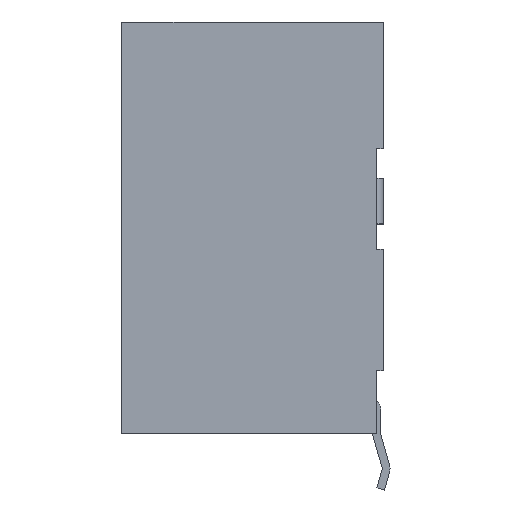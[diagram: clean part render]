
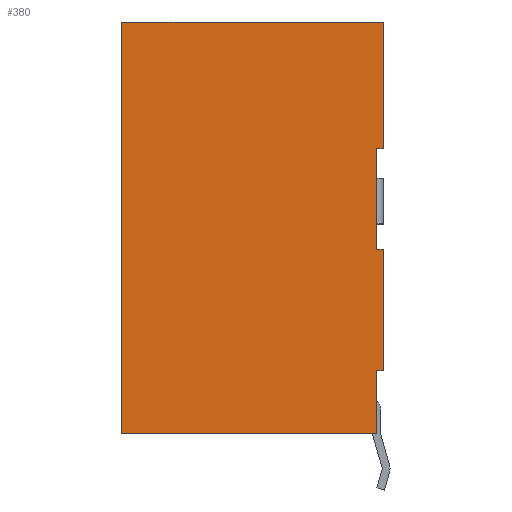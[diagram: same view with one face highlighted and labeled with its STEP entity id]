
A CAD part, left-side view. The second image highlights one B-rep face of the part: STEP entity #380.
In plain terms, the highlighted planar face has unit normal (-1, 0, 0).
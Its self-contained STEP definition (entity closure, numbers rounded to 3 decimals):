
#380 = ADVANCED_FACE ( 'NONE', ( #9559 ), #2124, .F. ) ;
#581 = VECTOR ( 'NONE', #4802, 1000. ) ;
#589 = LINE ( 'NONE', #4805, #581 ) ;
#656 = LINE ( 'NONE', #4875, #674 ) ;
#674 = VECTOR ( 'NONE', #4876, 1000. ) ;
#705 = VECTOR ( 'NONE', #4943, 1000. ) ;
#731 = LINE ( 'NONE', #4942, #705 ) ;
#1061 = VERTEX_POINT ( 'NONE', #2331 ) ;
#2124 = PLANE ( 'NONE',  #4586 ) ;
#2125 = DIRECTION ( 'NONE',  ( 0., 0., -1. ) ) ;
#2137 = CARTESIAN_POINT ( 'NONE',  ( -4.809, 6.404, -9.05 ) ) ;
#2139 = DIRECTION ( 'NONE',  ( 1., 0., 0. ) ) ;
#2331 = CARTESIAN_POINT ( 'NONE',  ( -4.809, 12.154, -18.1 ) ) ;
#2927 = CARTESIAN_POINT ( 'NONE',  ( -4.809, 0.654, 0. ) ) ;
#2995 = CARTESIAN_POINT ( 'NONE',  ( -4.809, 0.954, -18.1 ) ) ;
#3757 = EDGE_LOOP ( 'NONE', ( #10684, #10633, #6527, #10663, #10659, #6490, #10640, #6496, #10672, #10661 ) ) ;
#4586 = AXIS2_PLACEMENT_3D ( 'NONE', #2137, #2139, #2125 ) ;
#4802 = DIRECTION ( 'NONE',  ( 0., -1., 0. ) ) ;
#4805 = CARTESIAN_POINT ( 'NONE',  ( -4.809, 0.804, -5.58 ) ) ;
#4875 = CARTESIAN_POINT ( 'NONE',  ( -4.809, 0.804, -15.35 ) ) ;
#4876 = DIRECTION ( 'NONE',  ( 0., -1., 0. ) ) ;
#4942 = CARTESIAN_POINT ( 'NONE',  ( -4.809, 1.029, -10. ) ) ;
#4943 = DIRECTION ( 'NONE',  ( 0., -1., 0. ) ) ;
#5406 = CARTESIAN_POINT ( 'NONE',  ( -4.809, 0.654, -5.58 ) ) ;
#5409 = CARTESIAN_POINT ( 'NONE',  ( -4.809, 0.654, -10. ) ) ;
#5448 = CARTESIAN_POINT ( 'NONE',  ( -4.809, 0.954, -15.35 ) ) ;
#5452 = CARTESIAN_POINT ( 'NONE',  ( -4.809, 0.654, -15.35 ) ) ;
#5455 = CARTESIAN_POINT ( 'NONE',  ( -4.809, 0.954, -10. ) ) ;
#5484 = CARTESIAN_POINT ( 'NONE',  ( -4.809, 12.154, 0. ) ) ;
#5525 = CARTESIAN_POINT ( 'NONE',  ( -4.809, 0.954, -5.58 ) ) ;
#5562 = DIRECTION ( 'NONE',  ( 0., 0., -1. ) ) ;
#5572 = DIRECTION ( 'NONE',  ( 0., 0., -1. ) ) ;
#5576 = CARTESIAN_POINT ( 'NONE',  ( -4.809, 0.954, -9.05 ) ) ;
#5623 = CARTESIAN_POINT ( 'NONE',  ( -4.809, 0.654, -9.05 ) ) ;
#5644 = DIRECTION ( 'NONE',  ( 0., 0., -1. ) ) ;
#5656 = CARTESIAN_POINT ( 'NONE',  ( -4.809, 12.154, -9.05 ) ) ;
#5659 = DIRECTION ( 'NONE',  ( 0., 0., 1. ) ) ;
#5675 = DIRECTION ( 'NONE',  ( 0., 1., 0. ) ) ;
#5679 = CARTESIAN_POINT ( 'NONE',  ( -4.809, 0.954, -9.05 ) ) ;
#5681 = CARTESIAN_POINT ( 'NONE',  ( -4.809, 6.404, -18.1 ) ) ;
#5724 = CARTESIAN_POINT ( 'NONE',  ( -4.809, 0.654, -9.05 ) ) ;
#5741 = DIRECTION ( 'NONE',  ( 0., -1., 0. ) ) ;
#5772 = CARTESIAN_POINT ( 'NONE',  ( -4.809, 6.404, 0. ) ) ;
#5777 = DIRECTION ( 'NONE',  ( 0., 0., -1. ) ) ;
#6071 = LINE ( 'NONE', #5681, #6073 ) ;
#6072 = VECTOR ( 'NONE', #5659, 1000. ) ;
#6073 = VECTOR ( 'NONE', #5675, 1000. ) ;
#6097 = LINE ( 'NONE', #5576, #6109 ) ;
#6109 = VECTOR ( 'NONE', #5572, 1000. ) ;
#6111 = VECTOR ( 'NONE', #5562, 1000. ) ;
#6125 = LINE ( 'NONE', #5623, #6111 ) ;
#6127 = LINE ( 'NONE', #5656, #6072 ) ;
#6132 = VECTOR ( 'NONE', #5644, 1000. ) ;
#6142 = LINE ( 'NONE', #5724, #6169 ) ;
#6152 = VECTOR ( 'NONE', #5741, 1000. ) ;
#6169 = VECTOR ( 'NONE', #5777, 1000. ) ;
#6174 = LINE ( 'NONE', #5772, #6152 ) ;
#6181 = LINE ( 'NONE', #5679, #6132 ) ;
#6490 = ORIENTED_EDGE ( 'NONE', *, *, #8681, .F. ) ;
#6496 = ORIENTED_EDGE ( 'NONE', *, *, #8674, .F. ) ;
#6527 = ORIENTED_EDGE ( 'NONE', *, *, #8771, .T. ) ;
#7896 = VERTEX_POINT ( 'NONE', #2927 ) ;
#7924 = VERTEX_POINT ( 'NONE', #2995 ) ;
#8402 = VERTEX_POINT ( 'NONE', #5455 ) ;
#8412 = VERTEX_POINT ( 'NONE', #5406 ) ;
#8423 = VERTEX_POINT ( 'NONE', #5409 ) ;
#8426 = VERTEX_POINT ( 'NONE', #5448 ) ;
#8432 = VERTEX_POINT ( 'NONE', #5452 ) ;
#8483 = VERTEX_POINT ( 'NONE', #5525 ) ;
#8621 = VERTEX_POINT ( 'NONE', #5484 ) ;
#8674 = EDGE_CURVE ( 'NONE', #8426, #7924, #6097, .T. ) ;
#8677 = EDGE_CURVE ( 'NONE', #7896, #8412, #6125, .T. ) ;
#8681 = EDGE_CURVE ( 'NONE', #1061, #8621, #6127, .T. ) ;
#8683 = EDGE_CURVE ( 'NONE', #7924, #1061, #6071, .T. ) ;
#8693 = EDGE_CURVE ( 'NONE', #8483, #8402, #6181, .T. ) ;
#8703 = EDGE_CURVE ( 'NONE', #8621, #7896, #6174, .T. ) ;
#8712 = EDGE_CURVE ( 'NONE', #8423, #8432, #6142, .T. ) ;
#8771 = EDGE_CURVE ( 'NONE', #8483, #8412, #589, .T. ) ;
#8817 = EDGE_CURVE ( 'NONE', #8426, #8432, #656, .T. ) ;
#8840 = EDGE_CURVE ( 'NONE', #8402, #8423, #731, .T. ) ;
#9559 = FACE_OUTER_BOUND ( 'NONE', #3757, .T. ) ;
#10633 = ORIENTED_EDGE ( 'NONE', *, *, #8693, .F. ) ;
#10640 = ORIENTED_EDGE ( 'NONE', *, *, #8683, .F. ) ;
#10659 = ORIENTED_EDGE ( 'NONE', *, *, #8703, .F. ) ;
#10661 = ORIENTED_EDGE ( 'NONE', *, *, #8712, .F. ) ;
#10663 = ORIENTED_EDGE ( 'NONE', *, *, #8677, .F. ) ;
#10672 = ORIENTED_EDGE ( 'NONE', *, *, #8817, .T. ) ;
#10684 = ORIENTED_EDGE ( 'NONE', *, *, #8840, .F. ) ;
